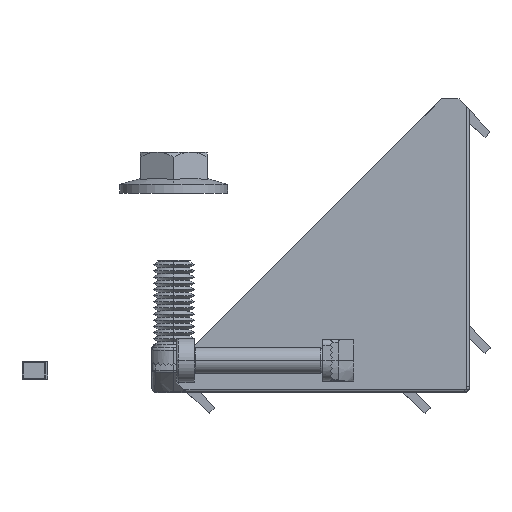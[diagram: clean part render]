
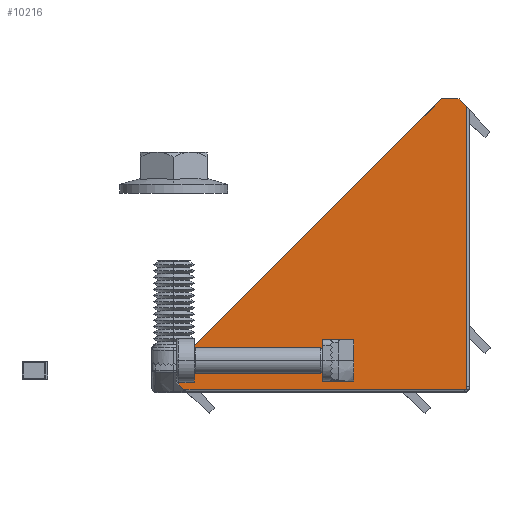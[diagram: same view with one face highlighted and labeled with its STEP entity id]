
A CAD part, top view. The second image highlights one B-rep face of the part: STEP entity #10216.
In plain terms, the highlighted planar face has unit normal (0.012, -0.012, 1).
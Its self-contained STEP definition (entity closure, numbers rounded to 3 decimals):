
#293 = LINE ( 'NONE', #8055, #21884 ) ;
#1075 = LINE ( 'NONE', #8773, #5283 ) ;
#1171 = DIRECTION ( 'NONE',  ( 0.707, -0.707, -0.017 ) ) ;
#1390 = CARTESIAN_POINT ( 'NONE',  ( -57., 5.5, 29. ) ) ;
#1628 = ORIENTED_EDGE ( 'NONE', *, *, #22044, .T. ) ;
#1642 = LINE ( 'NONE', #24176, #7174 ) ;
#1710 = ORIENTED_EDGE ( 'NONE', *, *, #17544, .T. ) ;
#1899 = CARTESIAN_POINT ( 'NONE',  ( -0.994, 0.494, 28.247 ) ) ;
#2352 = ORIENTED_EDGE ( 'NONE', *, *, #8451, .T. ) ;
#2400 = CARTESIAN_POINT ( 'NONE',  ( -0.494, 55.494, 28.92 ) ) ;
#2476 = CARTESIAN_POINT ( 'NONE',  ( -2., 57., 28.957 ) ) ;
#3579 = VERTEX_POINT ( 'NONE', #2400 ) ;
#4085 = LINE ( 'NONE', #12789, #19523 ) ;
#4367 = AXIS2_PLACEMENT_3D ( 'NONE', #7943, #18492, #5915 ) ;
#5283 = VECTOR ( 'NONE', #17193, 1000. ) ;
#5603 = EDGE_CURVE ( 'NONE', #14434, #15818, #1075, .T. ) ;
#5699 = CARTESIAN_POINT ( 'NONE',  ( -55.494, 0.494, 28.92 ) ) ;
#5841 =( BOUNDED_CURVE ( )  B_SPLINE_CURVE ( 3, ( #13868, #13789, #11770, #16013 ),
 .UNSPECIFIED., .F., .F. ) 
 B_SPLINE_CURVE_WITH_KNOTS ( ( 4, 4 ),
 ( 5.498, 6.283 ),
 .UNSPECIFIED. ) 
 CURVE ( )  GEOMETRIC_REPRESENTATION_ITEM ( )  RATIONAL_B_SPLINE_CURVE ( ( 1., 0.949, 0.949, 1. ) ) 
 REPRESENTATION_ITEM ( '' )  );
#5857 = CARTESIAN_POINT ( 'NONE',  ( -0.64, 0.64, 28.244 ) ) ;
#5915 = DIRECTION ( 'NONE',  ( 1., 0., -0.012 ) ) ;
#6117 = CARTESIAN_POINT ( 'NONE',  ( -5.5, 57., 29. ) ) ;
#6456 = EDGE_CURVE ( 'NONE', #12151, #16839, #5841, .T. ) ;
#6579 = CARTESIAN_POINT ( 'NONE',  ( -0.494, 0.994, 28.247 ) ) ;
#7174 = VECTOR ( 'NONE', #26250, 1000. ) ;
#7853 = EDGE_CURVE ( 'NONE', #16839, #13594, #13739, .T. ) ;
#7943 = CARTESIAN_POINT ( 'NONE',  ( -5.5, 57., 29. ) ) ;
#8055 = CARTESIAN_POINT ( 'NONE',  ( -0.494, 57.001, 28.938 ) ) ;
#8451 = EDGE_CURVE ( 'NONE', #17892, #14434, #8832, .T. ) ;
#8578 = ORIENTED_EDGE ( 'NONE', *, *, #6456, .T. ) ;
#8773 = CARTESIAN_POINT ( 'NONE',  ( -5.5, 57., 29. ) ) ;
#8810 = EDGE_CURVE ( 'NONE', #13594, #3579, #293, .T. ) ;
#8832 = LINE ( 'NONE', #18987, #13743 ) ;
#9174 = DIRECTION ( 'NONE',  ( 0., -1., -0.012 ) ) ;
#10088 = CARTESIAN_POINT ( 'NONE',  ( -0.494, 0.994, 28.247 ) ) ;
#10216 = ADVANCED_FACE ( 'NONE', ( #25711 ), #16397, .T. ) ;
#11060 = ORIENTED_EDGE ( 'NONE', *, *, #22056, .T. ) ;
#11770 = CARTESIAN_POINT ( 'NONE',  ( -0.735, 0.545, 28.244 ) ) ;
#11812 = EDGE_CURVE ( 'NONE', #3579, #17892, #4085, .T. ) ;
#12151 = VERTEX_POINT ( 'NONE', #1899 ) ;
#12744 = LINE ( 'NONE', #15806, #23182 ) ;
#12789 = CARTESIAN_POINT ( 'NONE',  ( -2.001, 57.001, 28.957 ) ) ;
#13274 = CARTESIAN_POINT ( 'NONE',  ( -57., 56.992, 29.636 ) ) ;
#13594 = VERTEX_POINT ( 'NONE', #6579 ) ;
#13739 =( BOUNDED_CURVE ( )  B_SPLINE_CURVE ( 3, ( #5857, #18429, #22585, #10088 ),
 .UNSPECIFIED., .F., .F. ) 
 B_SPLINE_CURVE_WITH_KNOTS ( ( 4, 4 ),
 ( 0., 0.785 ),
 .UNSPECIFIED. ) 
 CURVE ( )  GEOMETRIC_REPRESENTATION_ITEM ( )  RATIONAL_B_SPLINE_CURVE ( ( 1., 0.949, 0.949, 1. ) ) 
 REPRESENTATION_ITEM ( '' )  );
#13743 = VECTOR ( 'NONE', #16965, 1000. ) ;
#13789 = CARTESIAN_POINT ( 'NONE',  ( -0.859, 0.494, 28.245 ) ) ;
#13868 = CARTESIAN_POINT ( 'NONE',  ( -0.994, 0.494, 28.247 ) ) ;
#13957 = VERTEX_POINT ( 'NONE', #23700 ) ;
#14367 = EDGE_LOOP ( 'NONE', ( #1628, #11060, #8578, #16545, #25532, #22979, #2352, #17512, #1710 ) ) ;
#14378 = DIRECTION ( 'NONE',  ( 0., 1., 0.012 ) ) ;
#14434 = VERTEX_POINT ( 'NONE', #6117 ) ;
#15059 = CARTESIAN_POINT ( 'NONE',  ( -0.64, 0.64, 28.244 ) ) ;
#15806 = CARTESIAN_POINT ( 'NONE',  ( -55.001, 0.001, 28.907 ) ) ;
#15818 = VERTEX_POINT ( 'NONE', #1390 ) ;
#16013 = CARTESIAN_POINT ( 'NONE',  ( -0.64, 0.64, 28.244 ) ) ;
#16397 = PLANE ( 'NONE',  #4367 ) ;
#16545 = ORIENTED_EDGE ( 'NONE', *, *, #7853, .T. ) ;
#16839 = VERTEX_POINT ( 'NONE', #15059 ) ;
#16965 = DIRECTION ( 'NONE',  ( -1., 0., 0.012 ) ) ;
#17132 = VERTEX_POINT ( 'NONE', #5699 ) ;
#17193 = DIRECTION ( 'NONE',  ( -0.707, -0.707, 0. ) ) ;
#17512 = ORIENTED_EDGE ( 'NONE', *, *, #5603, .T. ) ;
#17544 = EDGE_CURVE ( 'NONE', #15818, #13957, #19535, .T. ) ;
#17892 = VERTEX_POINT ( 'NONE', #2476 ) ;
#18247 = VECTOR ( 'NONE', #9174, 1000. ) ;
#18429 = CARTESIAN_POINT ( 'NONE',  ( -0.545, 0.735, 28.244 ) ) ;
#18492 = DIRECTION ( 'NONE',  ( 0.012, -0.012, 1. ) ) ;
#18987 = CARTESIAN_POINT ( 'NONE',  ( -5.5, 57., 29. ) ) ;
#19523 = VECTOR ( 'NONE', #25288, 1000. ) ;
#19535 = LINE ( 'NONE', #13274, #18247 ) ;
#21884 = VECTOR ( 'NONE', #14378, 1000. ) ;
#22044 = EDGE_CURVE ( 'NONE', #13957, #17132, #12744, .T. ) ;
#22056 = EDGE_CURVE ( 'NONE', #17132, #12151, #1642, .T. ) ;
#22585 = CARTESIAN_POINT ( 'NONE',  ( -0.494, 0.859, 28.245 ) ) ;
#22979 = ORIENTED_EDGE ( 'NONE', *, *, #11812, .T. ) ;
#23182 = VECTOR ( 'NONE', #1171, 1000. ) ;
#23700 = CARTESIAN_POINT ( 'NONE',  ( -57., 2., 28.957 ) ) ;
#24176 = CARTESIAN_POINT ( 'NONE',  ( -5.509, 0.494, 28.303 ) ) ;
#25288 = DIRECTION ( 'NONE',  ( -0.707, 0.707, 0.017 ) ) ;
#25532 = ORIENTED_EDGE ( 'NONE', *, *, #8810, .T. ) ;
#25711 = FACE_OUTER_BOUND ( 'NONE', #14367, .T. ) ;
#26250 = DIRECTION ( 'NONE',  ( 1., 0., -0.012 ) ) ;
